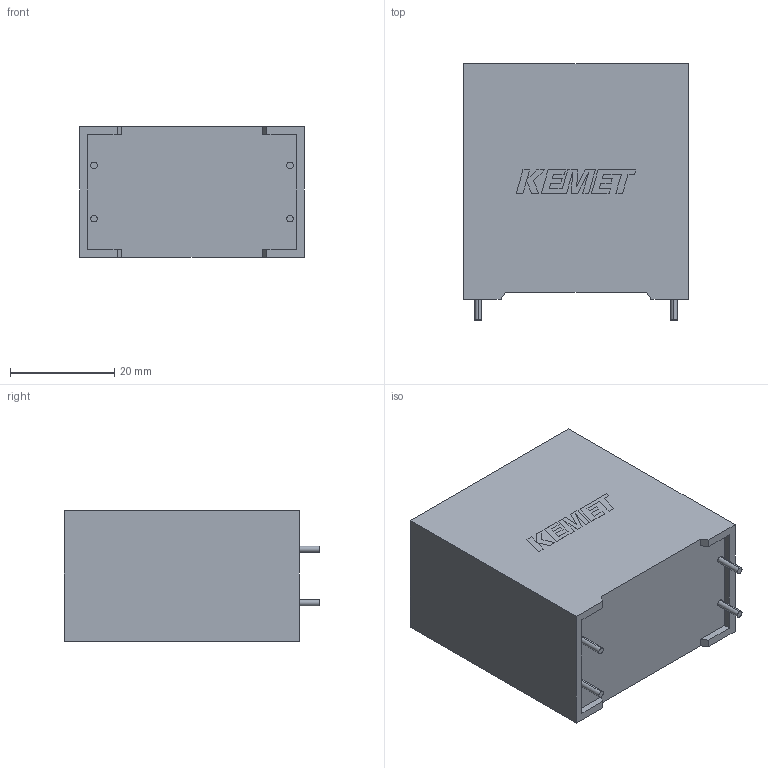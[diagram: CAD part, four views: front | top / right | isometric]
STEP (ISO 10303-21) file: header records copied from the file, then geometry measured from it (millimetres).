
FILE_DESCRIPTION (( 'STEP AP214' ), '1' );
FILE_NAME ('CFP_RB4_42X44X24_L43H45T25S37.5S110.2LL4F1.25.STEP', '2021-03-25T17:21:49', ( '' ), ( '' ), 'SwSTEP 2.0', 'SolidWorks 2014', '' );
FILE_SCHEMA (( 'AUTOMOTIVE_DESIGN' ));
Length unit declared in the file: millimetre
Products named in the file (1): CFP_RB4_42X44X24_L43H45T25S37.5S110.2LL4F1.25
Bounding box: 43 x 49 x 25 mm (x, y, z)
Volume: 47130.2 mm3; surface area: 8494 mm2
Topology: 4 solids, 4 shells, 87 faces, 225 edges, 150 vertices
Faces by surface type: plane 79, cylinder 8
Entity records: 3006 total; most frequent: CARTESIAN_POINT 463, ORIENTED_EDGE 450, DIRECTION 417, EDGE_CURVE 225, VECTOR 209, LINE 209, VERTEX_POINT 150, AXIS2_PLACEMENT_3D 104
